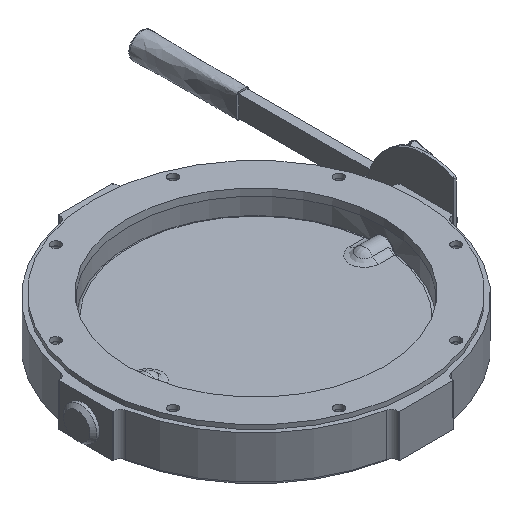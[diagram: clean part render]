
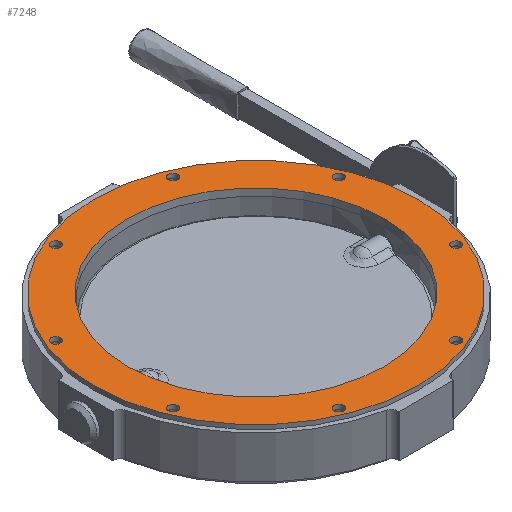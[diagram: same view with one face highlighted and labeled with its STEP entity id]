
A CAD part, isometric view. The second image highlights one B-rep face of the part: STEP entity #7248.
In plain terms, the highlighted planar face has unit normal (0, 0, 1).
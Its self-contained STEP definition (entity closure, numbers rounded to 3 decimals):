
#495 = FACE_BOUND ( 'NONE', #9511, .T. ) ;
#497 = FACE_OUTER_BOUND ( 'NONE', #9484, .T. ) ;
#640 = FACE_BOUND ( 'NONE', #9480, .T. ) ;
#641 = FACE_BOUND ( 'NONE', #9588, .T. ) ;
#642 = FACE_BOUND ( 'NONE', #9602, .T. ) ;
#643 = FACE_BOUND ( 'NONE', #9473, .T. ) ;
#644 = FACE_BOUND ( 'NONE', #9462, .T. ) ;
#645 = FACE_BOUND ( 'NONE', #9582, .T. ) ;
#646 = FACE_BOUND ( 'NONE', #9495, .T. ) ;
#647 = FACE_BOUND ( 'NONE', #9481, .T. ) ;
#648 = PLANE ( 'NONE',  #1297 ) ;
#650 = CARTESIAN_POINT ( 'NONE',  ( 0., 190., 30. ) ) ;
#652 = DIRECTION ( 'NONE',  ( 0., 0., 1. ) ) ;
#653 = DIRECTION ( 'NONE',  ( 1., 0., 0. ) ) ;
#1125 = VERTEX_POINT ( 'NONE', #1128 ) ;
#1127 = VERTEX_POINT ( 'NONE', #1130 ) ;
#1128 = CARTESIAN_POINT ( 'NONE',  ( 72.772, 170.187, 30. ) ) ;
#1129 = VERTEX_POINT ( 'NONE', #1132 ) ;
#1130 = CARTESIAN_POINT ( 'NONE',  ( 150.5, 0., 30. ) ) ;
#1131 = VERTEX_POINT ( 'NONE', #1134 ) ;
#1132 = CARTESIAN_POINT ( 'NONE',  ( -68.883, 171.798, 30. ) ) ;
#1133 = VERTEX_POINT ( 'NONE', #1136 ) ;
#1134 = CARTESIAN_POINT ( 'NONE',  ( -170.187, 72.772, 30. ) ) ;
#1135 = VERTEX_POINT ( 'NONE', #1138 ) ;
#1136 = CARTESIAN_POINT ( 'NONE',  ( -171.798, -68.883, 30. ) ) ;
#1137 = VERTEX_POINT ( 'NONE', #1140 ) ;
#1138 = CARTESIAN_POINT ( 'NONE',  ( -72.772, -170.187, 30. ) ) ;
#1139 = VERTEX_POINT ( 'NONE', #1142 ) ;
#1140 = CARTESIAN_POINT ( 'NONE',  ( 68.883, -171.798, 30. ) ) ;
#1141 = VERTEX_POINT ( 'NONE', #1144 ) ;
#1142 = CARTESIAN_POINT ( 'NONE',  ( 170.187, -72.772, 30. ) ) ;
#1143 = VERTEX_POINT ( 'NONE', #1146 ) ;
#1144 = CARTESIAN_POINT ( 'NONE',  ( 171.798, 68.883, 30. ) ) ;
#1146 = CARTESIAN_POINT ( 'NONE',  ( -190., 0., 30. ) ) ;
#1297 = AXIS2_PLACEMENT_3D ( 'NONE', #650, #652, #653 ) ;
#4280 = CARTESIAN_POINT ( 'NONE',  ( 68.883, 166.298, 30. ) ) ;
#4281 = DIRECTION ( 'NONE',  ( 0., 0., 1. ) ) ;
#4282 = DIRECTION ( 'NONE',  ( 0.707, 0.707, 0. ) ) ;
#4283 = CARTESIAN_POINT ( 'NONE',  ( 0., 0., 30. ) ) ;
#4284 = DIRECTION ( 'NONE',  ( 0., 0., -1. ) ) ;
#4285 = DIRECTION ( 'NONE',  ( 1., 0., 0. ) ) ;
#4286 = CARTESIAN_POINT ( 'NONE',  ( -68.883, 166.298, 30. ) ) ;
#4287 = DIRECTION ( 'NONE',  ( 0., 0., 1. ) ) ;
#4288 = DIRECTION ( 'NONE',  ( 0., 1., 0. ) ) ;
#4289 = CARTESIAN_POINT ( 'NONE',  ( -166.298, 68.883, 30. ) ) ;
#4290 = DIRECTION ( 'NONE',  ( 0., 0., 1. ) ) ;
#4291 = DIRECTION ( 'NONE',  ( -0.707, 0.707, 0. ) ) ;
#4292 = CARTESIAN_POINT ( 'NONE',  ( -166.298, -68.883, 30. ) ) ;
#4293 = DIRECTION ( 'NONE',  ( 0., 0., 1. ) ) ;
#4294 = DIRECTION ( 'NONE',  ( -1., 0., 0. ) ) ;
#4295 = CARTESIAN_POINT ( 'NONE',  ( -68.883, -166.298, 30. ) ) ;
#4296 = DIRECTION ( 'NONE',  ( 0., 0., 1. ) ) ;
#4297 = DIRECTION ( 'NONE',  ( -0.707, -0.707, 0. ) ) ;
#4298 = CARTESIAN_POINT ( 'NONE',  ( 68.883, -166.298, 30. ) ) ;
#4299 = DIRECTION ( 'NONE',  ( 0., 0., 1. ) ) ;
#4300 = DIRECTION ( 'NONE',  ( 0., -1., 0. ) ) ;
#4301 = CARTESIAN_POINT ( 'NONE',  ( 166.298, -68.883, 30. ) ) ;
#4302 = DIRECTION ( 'NONE',  ( 0., 0., 1. ) ) ;
#4303 = DIRECTION ( 'NONE',  ( 0.707, -0.707, 0. ) ) ;
#4312 = CARTESIAN_POINT ( 'NONE',  ( 166.298, 68.883, 30. ) ) ;
#4313 = DIRECTION ( 'NONE',  ( 0., 0., 1. ) ) ;
#4314 = DIRECTION ( 'NONE',  ( 1., 0., 0. ) ) ;
#4316 = CARTESIAN_POINT ( 'NONE',  ( 0., 0., 30. ) ) ;
#4317 = DIRECTION ( 'NONE',  ( 0., 0., -1. ) ) ;
#4318 = DIRECTION ( 'NONE',  ( -1., 0., 0. ) ) ;
#6442 = ORIENTED_EDGE ( 'NONE', *, *, #6658, .F. ) ;
#6655 = EDGE_CURVE ( 'NONE', #1125, #1125, #12281, .T. ) ;
#6656 = EDGE_CURVE ( 'NONE', #1127, #1127, #12290, .T. ) ;
#6657 = EDGE_CURVE ( 'NONE', #1129, #1129, #12295, .T. ) ;
#6658 = EDGE_CURVE ( 'NONE', #1131, #1131, #12298, .T. ) ;
#6659 = EDGE_CURVE ( 'NONE', #1133, #1133, #12302, .T. ) ;
#6660 = EDGE_CURVE ( 'NONE', #1135, #1135, #12307, .T. ) ;
#6661 = EDGE_CURVE ( 'NONE', #1137, #1137, #12310, .T. ) ;
#6662 = EDGE_CURVE ( 'NONE', #1139, #1139, #12314, .T. ) ;
#6663 = EDGE_CURVE ( 'NONE', #1141, #1141, #12319, .T. ) ;
#6664 = EDGE_CURVE ( 'NONE', #1143, #1143, #12320, .T. ) ;
#6761 = ORIENTED_EDGE ( 'NONE', *, *, #6656, .T. ) ;
#6790 = ORIENTED_EDGE ( 'NONE', *, *, #6662, .F. ) ;
#6795 = ORIENTED_EDGE ( 'NONE', *, *, #6660, .F. ) ;
#6798 = ORIENTED_EDGE ( 'NONE', *, *, #6659, .F. ) ;
#6800 = ORIENTED_EDGE ( 'NONE', *, *, #6655, .F. ) ;
#7248 = ADVANCED_FACE ( 'NONE', ( #495, #642, #644, #646, #640, #641, #643, #645, #647, #497 ), #648, .T. ) ;
#9263 = ORIENTED_EDGE ( 'NONE', *, *, #6657, .F. ) ;
#9270 = ORIENTED_EDGE ( 'NONE', *, *, #6661, .F. ) ;
#9275 = ORIENTED_EDGE ( 'NONE', *, *, #6663, .F. ) ;
#9279 = ORIENTED_EDGE ( 'NONE', *, *, #6664, .F. ) ;
#9462 = EDGE_LOOP ( 'NONE', ( #9263 ) ) ;
#9473 = EDGE_LOOP ( 'NONE', ( #9270 ) ) ;
#9480 = EDGE_LOOP ( 'NONE', ( #6798 ) ) ;
#9481 = EDGE_LOOP ( 'NONE', ( #9275 ) ) ;
#9484 = EDGE_LOOP ( 'NONE', ( #9279 ) ) ;
#9495 = EDGE_LOOP ( 'NONE', ( #6442 ) ) ;
#9511 = EDGE_LOOP ( 'NONE', ( #6761 ) ) ;
#9582 = EDGE_LOOP ( 'NONE', ( #6790 ) ) ;
#9588 = EDGE_LOOP ( 'NONE', ( #6795 ) ) ;
#9602 = EDGE_LOOP ( 'NONE', ( #6800 ) ) ;
#12260 = AXIS2_PLACEMENT_3D ( 'NONE', #4280, #4281, #4282 ) ;
#12281 = CIRCLE ( 'NONE', #12260, 5.5 ) ;
#12286 = AXIS2_PLACEMENT_3D ( 'NONE', #4283, #4284, #4285 ) ;
#12288 = AXIS2_PLACEMENT_3D ( 'NONE', #4286, #4287, #4288 ) ;
#12290 = CIRCLE ( 'NONE', #12286, 150.5 ) ;
#12293 = AXIS2_PLACEMENT_3D ( 'NONE', #4289, #4290, #4291 ) ;
#12295 = CIRCLE ( 'NONE', #12288, 5.5 ) ;
#12296 = AXIS2_PLACEMENT_3D ( 'NONE', #4292, #4293, #4294 ) ;
#12298 = CIRCLE ( 'NONE', #12293, 5.5 ) ;
#12300 = AXIS2_PLACEMENT_3D ( 'NONE', #4295, #4296, #4297 ) ;
#12302 = CIRCLE ( 'NONE', #12296, 5.5 ) ;
#12305 = AXIS2_PLACEMENT_3D ( 'NONE', #4298, #4299, #4300 ) ;
#12307 = CIRCLE ( 'NONE', #12300, 5.5 ) ;
#12308 = AXIS2_PLACEMENT_3D ( 'NONE', #4301, #4302, #4303 ) ;
#12310 = CIRCLE ( 'NONE', #12305, 5.5 ) ;
#12312 = AXIS2_PLACEMENT_3D ( 'NONE', #4312, #4313, #4314 ) ;
#12314 = CIRCLE ( 'NONE', #12308, 5.5 ) ;
#12317 = AXIS2_PLACEMENT_3D ( 'NONE', #4316, #4317, #4318 ) ;
#12319 = CIRCLE ( 'NONE', #12312, 5.5 ) ;
#12320 = CIRCLE ( 'NONE', #12317, 190. ) ;
